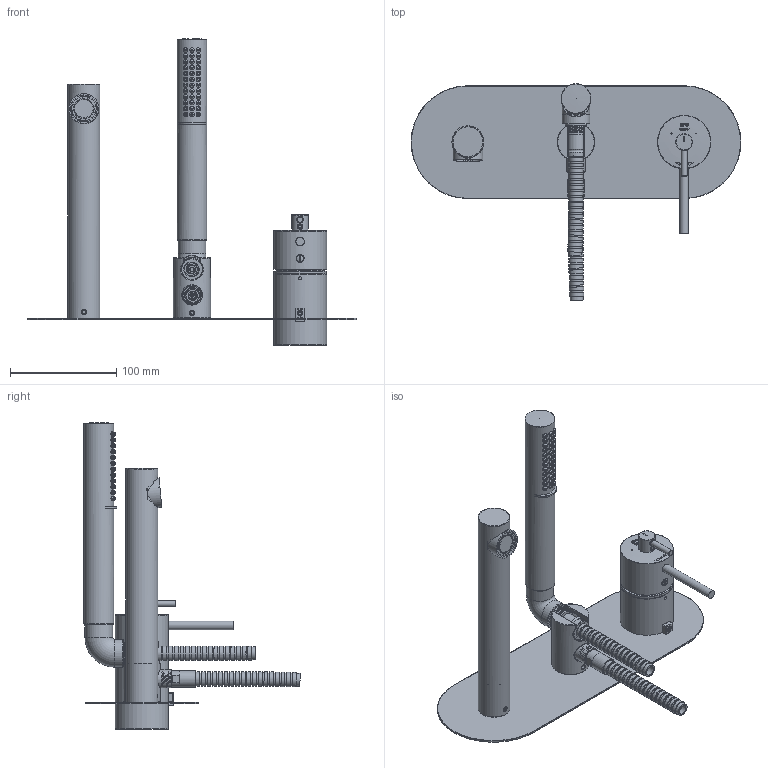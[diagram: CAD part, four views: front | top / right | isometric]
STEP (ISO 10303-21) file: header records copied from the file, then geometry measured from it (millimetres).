
FILE_DESCRIPTION(/* description */ (''),/* implementation_level */ '2;1');
FILE_NAME(/* name */ 'GS21-EM 3D.stp',/* time_stamp */ '2021-03-10T13:26:25-05:00',/* author */ ('fbrousse'),/* organization */ (''),/* preprocessor_version */ 'ST-DEVELOPER v17',/* originating_system */ 'Autodesk Inventor 2018',/* authorisation */ '');
FILE_SCHEMA (('CONFIG_CONTROL_DESIGN'));
Products named in the file (1): TGS21_Shrinkwrap_1
Bounding box: 310 x 203.18 x 287.98 mm (x, y, z)
Volume: 339762.6 mm3; surface area: 213858.6 mm2
Topology: 32 solids, 32 shells, 1515 faces, 3843 edges, 2542 vertices
Faces by surface type: plane 523, cylinder 486, bspline 233, cone 126, torus 111, sphere 36
Full cylindrical faces by diameter (mm): 2 x1, 2.4 x1, 2.5 x2, 3 x1, 3.242 x2, 3.8 x2, 4 x20, 4.134 x3, 4.2 x1, 4.5 x1, 4.6 x1, 4.917 x1, 4.976 x6, 5 x8, 5.5 x1, 5.8 x2, 6 x1, 6.5 x1, 6.7 x2, 6.9 x1, 7.8 x4, 8 x1, 8.1 x3, 8.89 x36, 10 x1, 10.2 x2, 10.4 x1, 10.917 x1, 11 x1, 11.2 x2
Entity records: 98724 total; most frequent: CARTESIAN_POINT 61498, ORIENTED_EDGE 7630, DIRECTION 7101, EDGE_CURVE 3815, AXIS2_PLACEMENT_3D 2938, VERTEX_POINT 2549, EDGE_LOOP 1754, STYLED_ITEM 1537
